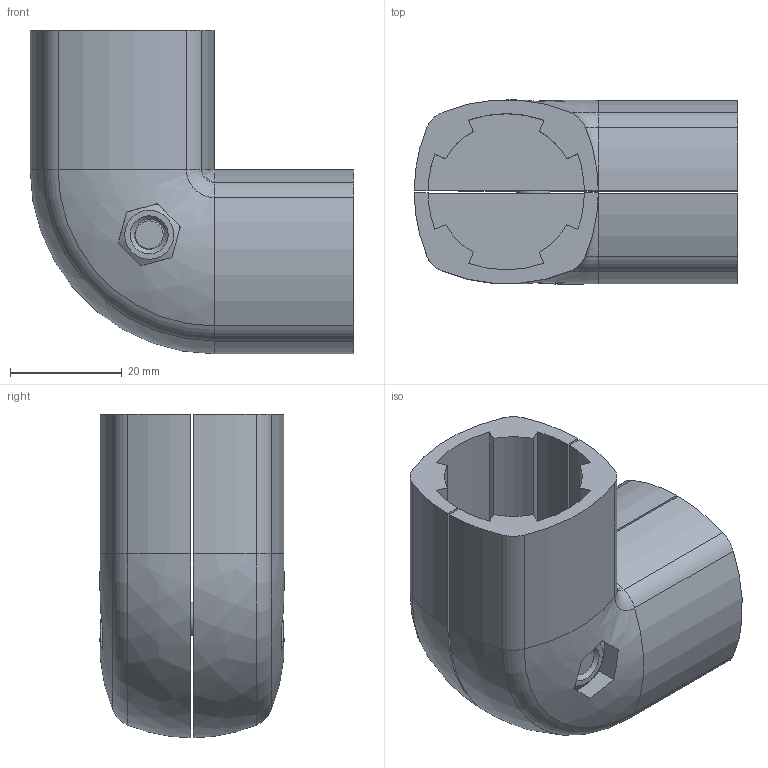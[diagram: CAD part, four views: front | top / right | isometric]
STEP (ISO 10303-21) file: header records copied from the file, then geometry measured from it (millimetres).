
FILE_DESCRIPTION(/* description */ (''),/* implementation_level */ '2;1');
FILE_NAME(/* name */ '41D-121-0.step',/* time_stamp */ '2022-07-20T13:45:25-04:00',/* author */ (''),/* organization */ (''),/* preprocessor_version */ 'ST-DEVELOPER v19',/* originating_system */ 'Autodesk Translation Framework v11.7.0.108',/* authorisation */ '');
FILE_SCHEMA (('AUTOMOTIVE_DESIGN { 1 0 10303 214 3 1 1 }'));
Length unit declared in the file: millimetre
Products named in the file (1): 41D-121-0
Bounding box: 58.01 x 32.99 x 58.01 mm (x, y, z)
Volume: 43733.2 mm3; surface area: 19170.8 mm2
Topology: 4 solids, 4 shells, 124 faces, 324 edges, 209 vertices
Faces by surface type: plane 57, cylinder 51, bspline 6, cone 6, torus 4
Full cylindrical faces by diameter (mm): 5.201 x1, 6.002 x3, 10.003 x1
Entity records: 4066 total; most frequent: CARTESIAN_POINT 1017, ORIENTED_EDGE 642, DIRECTION 619, EDGE_CURVE 321, AXIS2_PLACEMENT_3D 226, VERTEX_POINT 209, LINE 167, VECTOR 167
